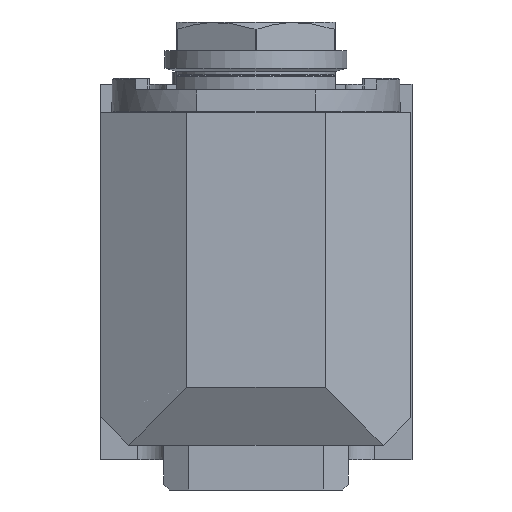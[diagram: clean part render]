
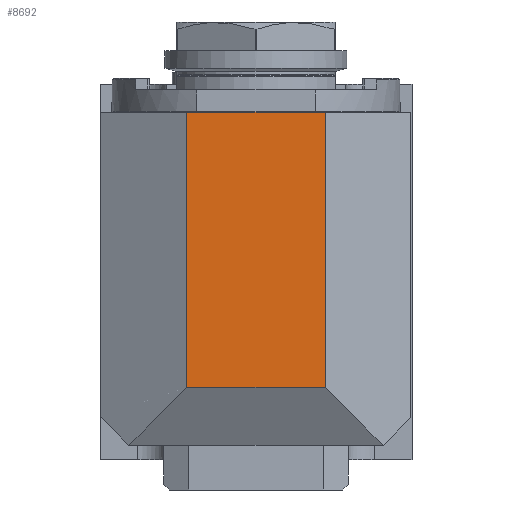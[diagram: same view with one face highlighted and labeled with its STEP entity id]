
A CAD part, left-side view. The second image highlights one B-rep face of the part: STEP entity #8692.
In plain terms, the highlighted planar face has unit normal (-1, 0, 0).
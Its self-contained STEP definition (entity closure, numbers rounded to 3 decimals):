
#2555=DIRECTION('',(0.,-1.,0.));
#2556=VECTOR('',#2555,48.);
#2557=CARTESIAN_POINT('',(-136.,24.,-40.));
#2558=LINE('',#2557,#2556);
#2559=DIRECTION('',(0.,0.,1.));
#2560=VECTOR('',#2559,95.3);
#2561=CARTESIAN_POINT('',(-136.,24.,-40.));
#2562=LINE('',#2561,#2560);
#2563=DIRECTION('',(0.,1.,0.));
#2564=VECTOR('',#2563,48.);
#2565=CARTESIAN_POINT('',(-136.,-24.,55.3));
#2566=LINE('',#2565,#2564);
#2567=DIRECTION('',(0.,0.,1.));
#2568=VECTOR('',#2567,95.3);
#2569=CARTESIAN_POINT('',(-136.,-24.,-40.));
#2570=LINE('',#2569,#2568);
#5375=CARTESIAN_POINT('',(-136.,24.,55.3));
#5377=VERTEX_POINT('',#5375);
#5379=CARTESIAN_POINT('',(-136.,-24.,55.3));
#5381=VERTEX_POINT('',#5379);
#5390=CARTESIAN_POINT('',(-136.,24.,-40.));
#5391=CARTESIAN_POINT('',(-136.,-24.,-40.));
#5392=VERTEX_POINT('',#5390);
#5393=VERTEX_POINT('',#5391);
#8681=CARTESIAN_POINT('',(-136.,0.,0.));
#8682=DIRECTION('',(1.,0.,0.));
#8683=DIRECTION('',(0.,1.,0.));
#8684=AXIS2_PLACEMENT_3D('',#8681,#8682,#8683);
#8685=PLANE('',#8684);
#8686=ORIENTED_EDGE('',*,*,#7927,.F.);
#8687=ORIENTED_EDGE('',*,*,#7052,.T.);
#8688=ORIENTED_EDGE('',*,*,#7087,.F.);
#8689=ORIENTED_EDGE('',*,*,#7911,.F.);
#8690=EDGE_LOOP('',(#8686,#8687,#8688,#8689));
#8691=FACE_OUTER_BOUND('',#8690,.F.);
#8692=ADVANCED_FACE('',(#8691),#8685,.F.);
#7052=EDGE_CURVE('',#5392,#5377,#2562,.T.);
#7087=EDGE_CURVE('',#5381,#5377,#2566,.T.);
#7911=EDGE_CURVE('',#5393,#5381,#2570,.T.);
#7927=EDGE_CURVE('',#5392,#5393,#2558,.T.);
